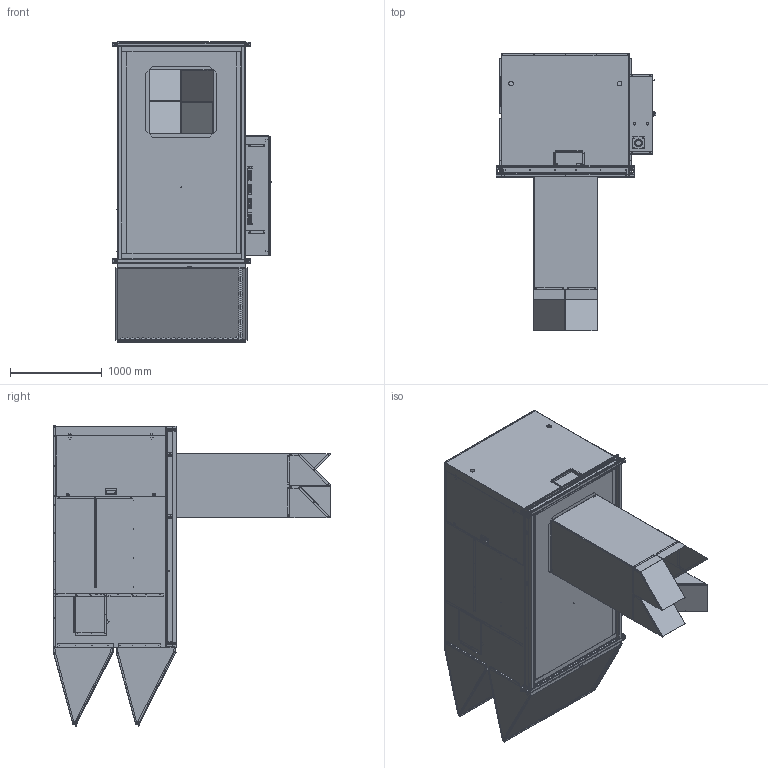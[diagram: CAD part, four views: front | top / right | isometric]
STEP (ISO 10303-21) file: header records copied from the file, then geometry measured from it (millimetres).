
FILE_DESCRIPTION (( 'STEP AP203' ), '1' );
FILE_NAME ('CAS V-20.STEP', '2022-10-14T16:13:09', ( '' ), ( '' ), 'SwSTEP 2.0', 'SolidWorks 2017', '' );
FILE_SCHEMA (( 'CONFIG_CONTROL_DESIGN' ));
Products named in the file (1): CAS V-20
Bounding box: 1736.55 x 3015.4 x 3262.42 mm (x, y, z)
Volume: 54571532.9 mm3; surface area: 82583975.2 mm2
Topology: 87 solids, 87 shells, 7887 faces, 21391 edges, 13657 vertices
Faces by surface type: cylinder 4303, plane 3182, bspline 342, sphere 39, cone 21
Entity records: 272280 total; most frequent: CARTESIAN_POINT 63832, DIRECTION 43907, ORIENTED_EDGE 42752, EDGE_CURVE 21376, AXIS2_PLACEMENT_3D 15720, VERTEX_POINT 13648, VECTOR 12467, LINE 12467
